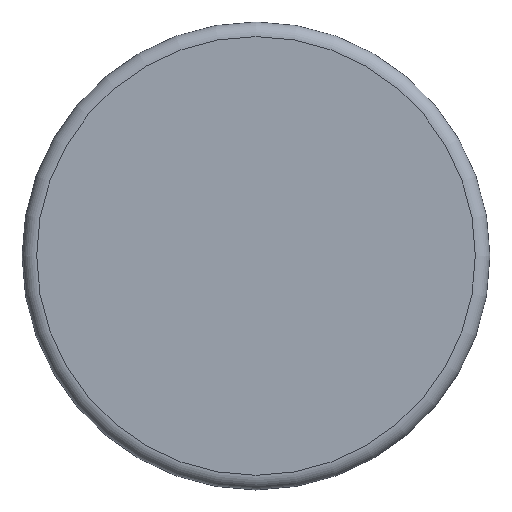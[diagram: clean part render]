
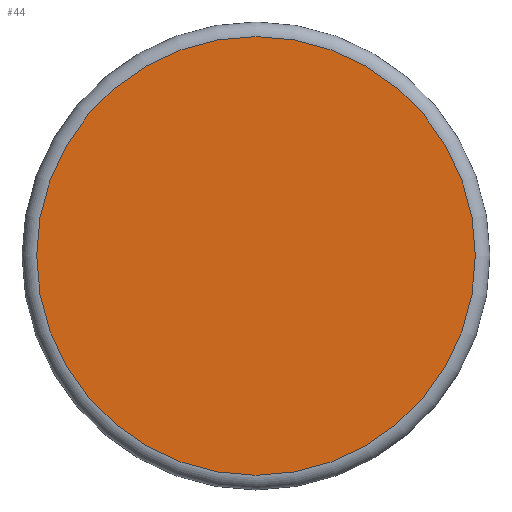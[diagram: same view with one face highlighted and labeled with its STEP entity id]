
A CAD part, top view. The second image highlights one B-rep face of the part: STEP entity #44.
In plain terms, the highlighted planar face has unit normal (0, 0, 1).
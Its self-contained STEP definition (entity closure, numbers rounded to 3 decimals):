
#44 = ADVANCED_FACE( '', ( #88 ), #89, .F. );
#88 = FACE_OUTER_BOUND( '', #159, .T. );
#89 = PLANE( '', #160 );
#159 = EDGE_LOOP( '', ( #199 ) );
#160 = AXIS2_PLACEMENT_3D( '', #200, #201, #202 );
#199 = ORIENTED_EDGE( '', *, *, #219, .T. );
#200 = CARTESIAN_POINT( '', ( 8., 0., 9. ) );
#201 = DIRECTION( '', ( 0., 0., -1. ) );
#202 = DIRECTION( '', ( -1., 0., 0. ) );
#219 = EDGE_CURVE( '', #239, #239, #240, .F. );
#239 = VERTEX_POINT( '', #261 );
#240 = CIRCLE( '', #262, 7.5 );
#261 = CARTESIAN_POINT( '', ( -7.5, 0., 9. ) );
#262 = AXIS2_PLACEMENT_3D( '', #283, #284, #285 );
#283 = CARTESIAN_POINT( '', ( 0., 0., 9. ) );
#284 = DIRECTION( '', ( 0., 0., -1. ) );
#285 = DIRECTION( '', ( -1., 0., 0. ) );
